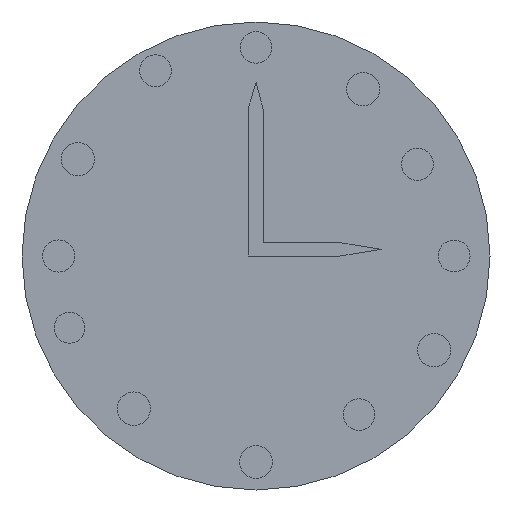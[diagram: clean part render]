
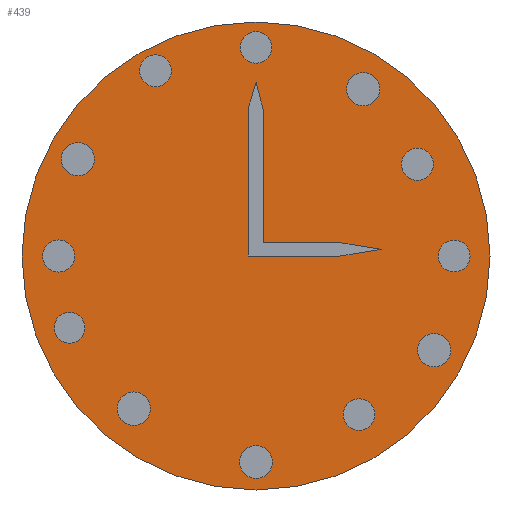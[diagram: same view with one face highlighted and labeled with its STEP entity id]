
A CAD part, front view. The second image highlights one B-rep face of the part: STEP entity #439.
In plain terms, the highlighted planar face has unit normal (0, -1, 0).
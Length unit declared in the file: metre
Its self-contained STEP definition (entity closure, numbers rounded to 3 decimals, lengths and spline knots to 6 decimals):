
#12=LINE('',#706,#36);
#13=LINE('',#709,#37);
#14=LINE('',#711,#38);
#15=LINE('',#713,#39);
#16=LINE('',#715,#40);
#17=LINE('',#717,#41);
#18=LINE('',#719,#42);
#19=LINE('',#721,#43);
#36=VECTOR('',#559,1.);
#37=VECTOR('',#560,1.);
#38=VECTOR('',#561,1.);
#39=VECTOR('',#562,1.);
#40=VECTOR('',#563,1.);
#41=VECTOR('',#564,1.);
#42=VECTOR('',#565,1.);
#43=VECTOR('',#566,1.);
#60=PLANE('',#490);
#85=ORIENTED_EDGE('',*,*,#185,.F.);
#86=ORIENTED_EDGE('',*,*,#186,.F.);
#87=ORIENTED_EDGE('',*,*,#187,.F.);
#88=ORIENTED_EDGE('',*,*,#188,.T.);
#89=ORIENTED_EDGE('',*,*,#189,.F.);
#90=ORIENTED_EDGE('',*,*,#190,.F.);
#91=ORIENTED_EDGE('',*,*,#191,.F.);
#92=ORIENTED_EDGE('',*,*,#192,.T.);
#93=ORIENTED_EDGE('',*,*,#193,.T.);
#94=ORIENTED_EDGE('',*,*,#194,.T.);
#95=ORIENTED_EDGE('',*,*,#195,.T.);
#96=ORIENTED_EDGE('',*,*,#196,.T.);
#97=ORIENTED_EDGE('',*,*,#197,.T.);
#98=ORIENTED_EDGE('',*,*,#198,.T.);
#99=ORIENTED_EDGE('',*,*,#199,.T.);
#100=ORIENTED_EDGE('',*,*,#200,.T.);
#101=ORIENTED_EDGE('',*,*,#201,.T.);
#102=ORIENTED_EDGE('',*,*,#202,.T.);
#103=ORIENTED_EDGE('',*,*,#203,.T.);
#104=ORIENTED_EDGE('',*,*,#204,.T.);
#105=ORIENTED_EDGE('',*,*,#183,.T.);
#183=EDGE_CURVE('',#233,#233,#275,.T.);
#185=EDGE_CURVE('',#235,#236,#12,.T.);
#186=EDGE_CURVE('',#237,#235,#13,.T.);
#187=EDGE_CURVE('',#238,#237,#14,.T.);
#188=EDGE_CURVE('',#238,#239,#15,.T.);
#189=EDGE_CURVE('',#240,#239,#16,.T.);
#190=EDGE_CURVE('',#241,#240,#17,.T.);
#191=EDGE_CURVE('',#242,#241,#18,.T.);
#192=EDGE_CURVE('',#242,#236,#19,.T.);
#193=EDGE_CURVE('',#243,#243,#277,.F.);
#194=EDGE_CURVE('',#244,#244,#278,.F.);
#195=EDGE_CURVE('',#245,#245,#279,.F.);
#196=EDGE_CURVE('',#246,#246,#280,.F.);
#197=EDGE_CURVE('',#247,#247,#281,.F.);
#198=EDGE_CURVE('',#248,#248,#282,.F.);
#199=EDGE_CURVE('',#249,#249,#283,.F.);
#200=EDGE_CURVE('',#250,#250,#284,.F.);
#201=EDGE_CURVE('',#251,#251,#285,.F.);
#202=EDGE_CURVE('',#252,#252,#286,.F.);
#203=EDGE_CURVE('',#253,#253,#287,.F.);
#204=EDGE_CURVE('',#254,#254,#288,.F.);
#233=VERTEX_POINT('',#702);
#235=VERTEX_POINT('',#707);
#236=VERTEX_POINT('',#708);
#237=VERTEX_POINT('',#710);
#238=VERTEX_POINT('',#712);
#239=VERTEX_POINT('',#714);
#240=VERTEX_POINT('',#716);
#241=VERTEX_POINT('',#718);
#242=VERTEX_POINT('',#720);
#243=VERTEX_POINT('',#723);
#244=VERTEX_POINT('',#725);
#245=VERTEX_POINT('',#727);
#246=VERTEX_POINT('',#729);
#247=VERTEX_POINT('',#731);
#248=VERTEX_POINT('',#733);
#249=VERTEX_POINT('',#735);
#250=VERTEX_POINT('',#737);
#251=VERTEX_POINT('',#739);
#252=VERTEX_POINT('',#741);
#253=VERTEX_POINT('',#743);
#254=VERTEX_POINT('',#745);
#275=CIRCLE('',#488,0.075288);
#277=CIRCLE('',#491,0.005128);
#278=CIRCLE('',#492,0.005328);
#279=CIRCLE('',#493,0.00495);
#280=CIRCLE('',#494,0.005369);
#281=CIRCLE('',#495,0.005065);
#282=CIRCLE('',#496,0.005369);
#283=CIRCLE('',#497,0.005156);
#284=CIRCLE('',#498,0.005328);
#285=CIRCLE('',#499,0.005156);
#286=CIRCLE('',#500,0.005262);
#287=CIRCLE('',#501,0.005128);
#288=CIRCLE('',#502,0.005052);
#303=EDGE_LOOP('',(#85,#86,#87,#88,#89,#90,#91,#92));
#304=EDGE_LOOP('',(#93));
#305=EDGE_LOOP('',(#94));
#306=EDGE_LOOP('',(#95));
#307=EDGE_LOOP('',(#96));
#308=EDGE_LOOP('',(#97));
#309=EDGE_LOOP('',(#98));
#310=EDGE_LOOP('',(#99));
#311=EDGE_LOOP('',(#100));
#312=EDGE_LOOP('',(#101));
#313=EDGE_LOOP('',(#102));
#314=EDGE_LOOP('',(#103));
#315=EDGE_LOOP('',(#104));
#316=EDGE_LOOP('',(#105));
#365=FACE_BOUND('',#303,.T.);
#366=FACE_BOUND('',#304,.T.);
#367=FACE_BOUND('',#305,.T.);
#368=FACE_BOUND('',#306,.T.);
#369=FACE_BOUND('',#307,.T.);
#370=FACE_BOUND('',#308,.T.);
#371=FACE_BOUND('',#309,.T.);
#372=FACE_BOUND('',#310,.T.);
#373=FACE_BOUND('',#311,.T.);
#374=FACE_BOUND('',#312,.T.);
#375=FACE_BOUND('',#313,.T.);
#376=FACE_BOUND('',#314,.T.);
#377=FACE_BOUND('',#315,.T.);
#378=FACE_BOUND('',#316,.T.);
#439=ADVANCED_FACE('',(#365,#366,#367,#368,#369,#370,#371,#372,#373,#374,
#375,#376,#377,#378),#60,.T.);
#488=AXIS2_PLACEMENT_3D('',#701,#553,#554);
#490=AXIS2_PLACEMENT_3D('',#705,#557,#558);
#491=AXIS2_PLACEMENT_3D('',#722,#567,#568);
#492=AXIS2_PLACEMENT_3D('',#724,#569,#570);
#493=AXIS2_PLACEMENT_3D('',#726,#571,#572);
#494=AXIS2_PLACEMENT_3D('',#728,#573,#574);
#495=AXIS2_PLACEMENT_3D('',#730,#575,#576);
#496=AXIS2_PLACEMENT_3D('',#732,#577,#578);
#497=AXIS2_PLACEMENT_3D('',#734,#579,#580);
#498=AXIS2_PLACEMENT_3D('',#736,#581,#582);
#499=AXIS2_PLACEMENT_3D('',#738,#583,#584);
#500=AXIS2_PLACEMENT_3D('',#740,#585,#586);
#501=AXIS2_PLACEMENT_3D('',#742,#587,#588);
#502=AXIS2_PLACEMENT_3D('',#744,#589,#590);
#553=DIRECTION('',(0.,-1.,0.));
#554=DIRECTION('',(0.,0.,-1.));
#557=DIRECTION('',(0.,-1.,0.));
#558=DIRECTION('',(1.,0.,0.));
#559=DIRECTION('',(-1.,0.,0.));
#560=DIRECTION('',(-0.987,0.,0.158));
#561=DIRECTION('',(0.987,0.,0.158));
#562=DIRECTION('',(-1.,0.,0.));
#563=DIRECTION('',(0.,0.,-1.));
#564=DIRECTION('',(-0.285,0.,-0.959));
#565=DIRECTION('',(-0.257,0.,0.966));
#566=DIRECTION('',(0.,0.,-1.));
#567=DIRECTION('',(0.,-1.,0.));
#568=DIRECTION('',(0.,0.,-1.));
#569=DIRECTION('',(0.,-1.,0.));
#570=DIRECTION('',(0.,0.,-1.));
#571=DIRECTION('',(0.,-1.,0.));
#572=DIRECTION('',(0.,0.,-1.));
#573=DIRECTION('',(0.,-1.,0.));
#574=DIRECTION('',(0.,0.,-1.));
#575=DIRECTION('',(0.,-1.,0.));
#576=DIRECTION('',(0.,0.,-1.));
#577=DIRECTION('',(0.,-1.,0.));
#578=DIRECTION('',(0.,0.,-1.));
#579=DIRECTION('',(0.,-1.,0.));
#580=DIRECTION('',(0.,0.,-1.));
#581=DIRECTION('',(0.,-1.,0.));
#582=DIRECTION('',(0.,0.,-1.));
#583=DIRECTION('',(0.,-1.,0.));
#584=DIRECTION('',(0.,0.,-1.));
#585=DIRECTION('',(0.,-1.,0.));
#586=DIRECTION('',(0.,0.,-1.));
#587=DIRECTION('',(0.,-1.,0.));
#588=DIRECTION('',(0.,0.,-1.));
#589=DIRECTION('',(0.,-1.,0.));
#590=DIRECTION('',(0.,0.,-1.));
#701=CARTESIAN_POINT('',(0.,-0.003,0.));
#702=CARTESIAN_POINT('',(0.,-0.003,-0.075288));
#705=CARTESIAN_POINT('',(0.,-0.003,0.));
#706=CARTESIAN_POINT('',(0.,-0.003,0.004295));
#707=CARTESIAN_POINT('',(0.026977,-0.003,0.004295));
#708=CARTESIAN_POINT('',(0.002282,-0.003,0.004295));
#709=CARTESIAN_POINT('',(0.001343,-0.003,0.008396));
#710=CARTESIAN_POINT('',(0.040399,-0.003,0.002147));
#711=CARTESIAN_POINT('',(0.000673,-0.003,-0.004209));
#712=CARTESIAN_POINT('',(0.026977,-0.003,0.));
#713=CARTESIAN_POINT('',(0.,-0.003,0.));
#714=CARTESIAN_POINT('',(-0.00255,-0.003,0.));
#715=CARTESIAN_POINT('',(-0.00255,-0.003,0.));
#716=CARTESIAN_POINT('',(-0.00255,-0.003,0.047244));
#717=CARTESIAN_POINT('',(-0.015233,-0.003,0.004522));
#718=CARTESIAN_POINT('',(0.,-0.003,0.055833));
#719=CARTESIAN_POINT('',(0.013853,-0.003,0.00368));
#720=CARTESIAN_POINT('',(0.002282,-0.003,0.047244));
#721=CARTESIAN_POINT('',(0.002282,-0.003,0.));
#722=CARTESIAN_POINT('',(-0.032346,-0.003,0.059591));
#723=CARTESIAN_POINT('',(-0.032346,-0.003,0.054463));
#724=CARTESIAN_POINT('',(-0.05731,-0.003,0.031138));
#725=CARTESIAN_POINT('',(-0.05731,-0.003,0.02581));
#726=CARTESIAN_POINT('',(-0.059994,-0.003,-0.023085));
#727=CARTESIAN_POINT('',(-0.059994,-0.003,-0.028035));
#728=CARTESIAN_POINT('',(-0.039325,-0.003,-0.049123));
#729=CARTESIAN_POINT('',(-0.039325,-0.003,-0.054491));
#730=CARTESIAN_POINT('',(0.033151,-0.003,-0.051002));
#731=CARTESIAN_POINT('',(0.033151,-0.003,-0.056066));
#732=CARTESIAN_POINT('',(0.05731,-0.003,-0.030333));
#733=CARTESIAN_POINT('',(0.05731,-0.003,-0.035701));
#734=CARTESIAN_POINT('',(0.051941,-0.003,0.029527));
#735=CARTESIAN_POINT('',(0.051941,-0.003,0.024371));
#736=CARTESIAN_POINT('',(0.034493,-0.003,0.053686));
#737=CARTESIAN_POINT('',(0.034493,-0.003,0.048358));
#738=CARTESIAN_POINT('',(-0.063484,-0.003,0.));
#739=CARTESIAN_POINT('',(-0.063484,-0.003,-0.005156));
#740=CARTESIAN_POINT('',(0.,-0.003,-0.066302));
#741=CARTESIAN_POINT('',(0.,-0.003,-0.071564));
#742=CARTESIAN_POINT('',(0.063752,-0.003,0.));
#743=CARTESIAN_POINT('',(0.063752,-0.003,-0.005128));
#744=CARTESIAN_POINT('',(0.,-0.003,0.067107));
#745=CARTESIAN_POINT('',(0.,-0.003,0.062055));
